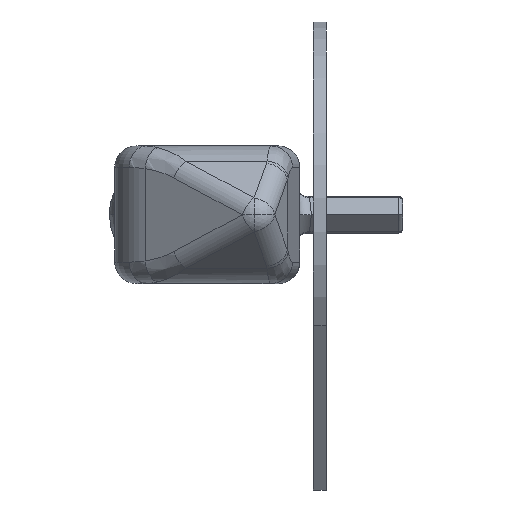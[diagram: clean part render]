
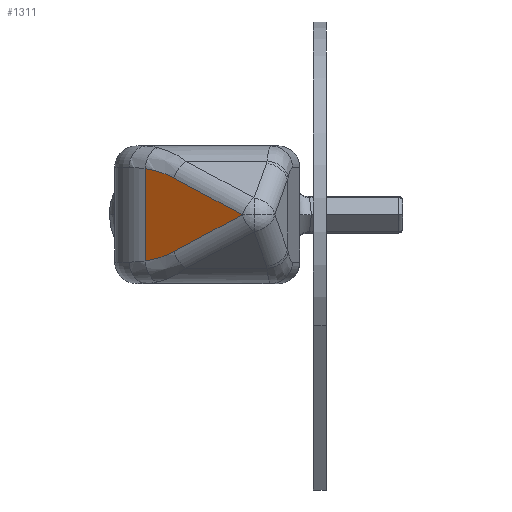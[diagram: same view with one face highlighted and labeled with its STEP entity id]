
A CAD part, left-side view. The second image highlights one B-rep face of the part: STEP entity #1311.
In plain terms, the highlighted planar face has unit normal (-0.829, 0.559, 0).
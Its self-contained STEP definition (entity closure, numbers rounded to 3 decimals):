
#95 = CARTESIAN_POINT ( 'NONE',  ( -21.116, 241.422, 9.644 ) ) ;
#171 =( BOUNDED_CURVE ( )  B_SPLINE_CURVE ( 3, ( #5062, #95, #3617, #5093 ),
 .UNSPECIFIED., .F., .T. ) 
 B_SPLINE_CURVE_WITH_KNOTS ( ( 4, 4 ),
 ( 0.895, 1.354 ),
 .UNSPECIFIED. ) 
 CURVE ( )  GEOMETRIC_REPRESENTATION_ITEM ( )  RATIONAL_B_SPLINE_CURVE ( ( 1., 0.983, 0.983, 1. ) ) 
 REPRESENTATION_ITEM ( '' )  );
#174 = EDGE_LOOP ( 'NONE', ( #4011, #8338, #5030, #598, #1702 ) ) ;
#598 = ORIENTED_EDGE ( 'NONE', *, *, #6003, .T. ) ;
#630 = CARTESIAN_POINT ( 'NONE',  ( -22.44, 239.46, -8.582 ) ) ;
#1311 = ADVANCED_FACE ( 'NONE', ( #3546 ), #2206, .T. ) ;
#1357 = LINE ( 'NONE', #8525, #8055 ) ;
#1610 = DIRECTION ( 'NONE',  ( 0.51, 0.756, 0.409 ) ) ;
#1702 = ORIENTED_EDGE ( 'NONE', *, *, #8001, .T. ) ;
#1707 = DIRECTION ( 'NONE',  ( -0.829, 0.559, 0. ) ) ;
#1815 = AXIS2_PLACEMENT_3D ( 'NONE', #7970, #1707, #6507 ) ;
#2005 = CARTESIAN_POINT ( 'NONE',  ( -21.116, 241.422, -9.644 ) ) ;
#2206 = PLANE ( 'NONE',  #1815 ) ;
#2733 = VECTOR ( 'NONE', #1610, 1000. ) ;
#3003 = CARTESIAN_POINT ( 'NONE',  ( -20.778, 241.923, 9.915 ) ) ;
#3546 = FACE_OUTER_BOUND ( 'NONE', #174, .T. ) ;
#3617 = CARTESIAN_POINT ( 'NONE',  ( -19.586, 243.691, 10.376 ) ) ;
#3826 = CARTESIAN_POINT ( 'NONE',  ( -17.93, 246.147, -10.742 ) ) ;
#4011 = ORIENTED_EDGE ( 'NONE', *, *, #6249, .T. ) ;
#4477 = CARTESIAN_POINT ( 'NONE',  ( -33.145, 223.589, 0. ) ) ;
#4500 = VERTEX_POINT ( 'NONE', #4477 ) ;
#4607 = LINE ( 'NONE', #3003, #2733 ) ;
#4622 = VERTEX_POINT ( 'NONE', #7398 ) ;
#4700 = VERTEX_POINT ( 'NONE', #8766 ) ;
#4813 = CARTESIAN_POINT ( 'NONE',  ( -22.44, 239.46, -8.582 ) ) ;
#4978 = VERTEX_POINT ( 'NONE', #630 ) ;
#5030 = ORIENTED_EDGE ( 'NONE', *, *, #8379, .T. ) ;
#5062 = CARTESIAN_POINT ( 'NONE',  ( -22.44, 239.46, 8.582 ) ) ;
#5093 = CARTESIAN_POINT ( 'NONE',  ( -17.93, 246.147, 10.742 ) ) ;
#5474 = EDGE_CURVE ( 'NONE', #4700, #4622, #171, .T. ) ;
#5580 = CARTESIAN_POINT ( 'NONE',  ( -19.586, 243.691, -10.376 ) ) ;
#5755 = VECTOR ( 'NONE', #6297, 1000. ) ;
#6003 = EDGE_CURVE ( 'NONE', #6496, #4978, #7473, .T. ) ;
#6249 = EDGE_CURVE ( 'NONE', #4500, #4700, #4607, .T. ) ;
#6297 = DIRECTION ( 'NONE',  ( -0.51, -0.756, 0.409 ) ) ;
#6496 = VERTEX_POINT ( 'NONE', #3826 ) ;
#6507 = DIRECTION ( 'NONE',  ( -0.559, -0.829, 0. ) ) ;
#6529 = DIRECTION ( 'NONE',  ( 0., 0., -1. ) ) ;
#7398 = CARTESIAN_POINT ( 'NONE',  ( -17.93, 246.147, 10.742 ) ) ;
#7473 =( BOUNDED_CURVE ( )  B_SPLINE_CURVE ( 3, ( #8375, #5580, #2005, #4813 ),
 .UNSPECIFIED., .F., .T. ) 
 B_SPLINE_CURVE_WITH_KNOTS ( ( 4, 4 ),
 ( 4.93, 5.388 ),
 .UNSPECIFIED. ) 
 CURVE ( )  GEOMETRIC_REPRESENTATION_ITEM ( )  RATIONAL_B_SPLINE_CURVE ( ( 1., 0.983, 0.983, 1. ) ) 
 REPRESENTATION_ITEM ( '' )  );
#7736 = LINE ( 'NONE', #8377, #5755 ) ;
#7970 = CARTESIAN_POINT ( 'NONE',  ( -36.994, 217.884, -16. ) ) ;
#8001 = EDGE_CURVE ( 'NONE', #4978, #4500, #7736, .T. ) ;
#8055 = VECTOR ( 'NONE', #6529, 1000. ) ;
#8338 = ORIENTED_EDGE ( 'NONE', *, *, #5474, .T. ) ;
#8375 = CARTESIAN_POINT ( 'NONE',  ( -17.93, 246.147, -10.742 ) ) ;
#8377 = CARTESIAN_POINT ( 'NONE',  ( -32.501, 224.544, -0.516 ) ) ;
#8379 = EDGE_CURVE ( 'NONE', #4622, #6496, #1357, .T. ) ;
#8525 = CARTESIAN_POINT ( 'NONE',  ( -17.93, 246.147, -16. ) ) ;
#8766 = CARTESIAN_POINT ( 'NONE',  ( -22.44, 239.46, 8.582 ) ) ;
